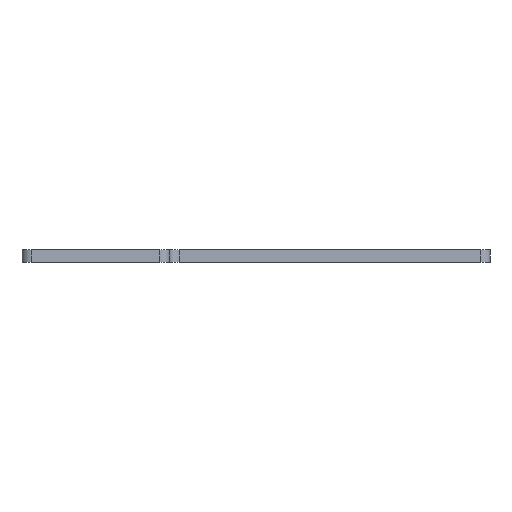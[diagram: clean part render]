
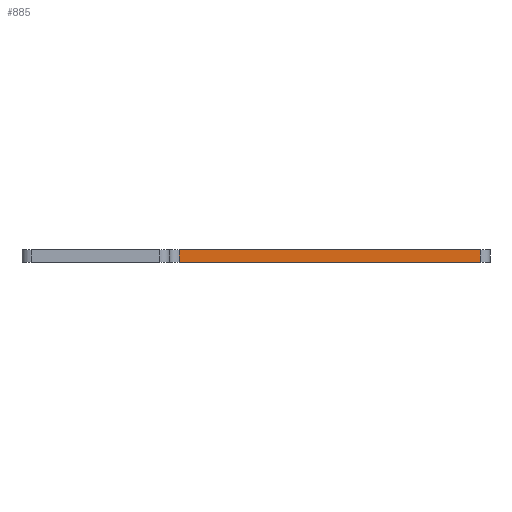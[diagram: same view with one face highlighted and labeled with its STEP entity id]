
A CAD part, left-side view. The second image highlights one B-rep face of the part: STEP entity #885.
In plain terms, the highlighted planar face has unit normal (-1, 0, 0).
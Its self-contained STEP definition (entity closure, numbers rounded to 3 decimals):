
#8 = EDGE_LOOP ( 'NONE', ( #64, #431, #165, #561 ) ) ;
#33 = CARTESIAN_POINT ( 'NONE',  ( 2., -120., 4. ) ) ;
#39 = CARTESIAN_POINT ( 'NONE',  ( 2., -120., 4. ) ) ;
#64 = ORIENTED_EDGE ( 'NONE', *, *, #82, .F. ) ;
#78 = VECTOR ( 'NONE', #616, 1000. ) ;
#82 = EDGE_CURVE ( 'NONE', #835, #354, #819, .T. ) ;
#87 = DIRECTION ( 'NONE',  ( 0., -1., 0. ) ) ;
#89 = LINE ( 'NONE', #605, #611 ) ;
#96 = PLANE ( 'NONE',  #866 ) ;
#112 = DIRECTION ( 'NONE',  ( 0., 0., 1. ) ) ;
#165 = ORIENTED_EDGE ( 'NONE', *, *, #686, .T. ) ;
#183 = FACE_OUTER_BOUND ( 'NONE', #8, .T. ) ;
#222 = CARTESIAN_POINT ( 'NONE',  ( 2., -120., 0. ) ) ;
#244 = LINE ( 'NONE', #324, #78 ) ;
#253 = EDGE_CURVE ( 'NONE', #546, #354, #307, .T. ) ;
#269 = VERTEX_POINT ( 'NONE', #534 ) ;
#307 = LINE ( 'NONE', #33, #772 ) ;
#308 = EDGE_CURVE ( 'NONE', #835, #269, #244, .T. ) ;
#321 = DIRECTION ( 'NONE',  ( 0., -1., 0. ) ) ;
#324 = CARTESIAN_POINT ( 'NONE',  ( 2., -26., 0. ) ) ;
#330 = DIRECTION ( 'NONE',  ( 0., 1., 0. ) ) ;
#354 = VERTEX_POINT ( 'NONE', #39 ) ;
#374 = CARTESIAN_POINT ( 'NONE',  ( 2., -23., 4. ) ) ;
#407 = DIRECTION ( 'NONE',  ( 1., 0., 0. ) ) ;
#431 = ORIENTED_EDGE ( 'NONE', *, *, #308, .T. ) ;
#534 = CARTESIAN_POINT ( 'NONE',  ( 2., -26., 0. ) ) ;
#546 = VERTEX_POINT ( 'NONE', #222 ) ;
#548 = CARTESIAN_POINT ( 'NONE',  ( 2., -23., 4. ) ) ;
#561 = ORIENTED_EDGE ( 'NONE', *, *, #253, .T. ) ;
#605 = CARTESIAN_POINT ( 'NONE',  ( 2., -23., 0. ) ) ;
#611 = VECTOR ( 'NONE', #321, 1000. ) ;
#616 = DIRECTION ( 'NONE',  ( 0., 0., -1. ) ) ;
#686 = EDGE_CURVE ( 'NONE', #269, #546, #89, .T. ) ;
#772 = VECTOR ( 'NONE', #112, 1000. ) ;
#819 = LINE ( 'NONE', #374, #828 ) ;
#828 = VECTOR ( 'NONE', #87, 1000. ) ;
#835 = VERTEX_POINT ( 'NONE', #915 ) ;
#866 = AXIS2_PLACEMENT_3D ( 'NONE', #548, #407, #330 ) ;
#885 = ADVANCED_FACE ( 'NONE', ( #183 ), #96, .F. ) ;
#915 = CARTESIAN_POINT ( 'NONE',  ( 2., -26., 4. ) ) ;
